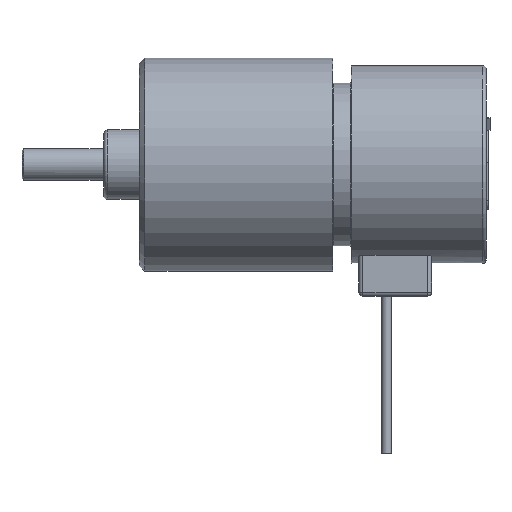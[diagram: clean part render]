
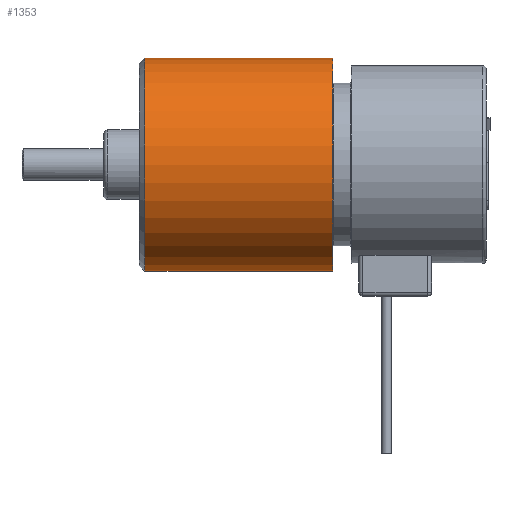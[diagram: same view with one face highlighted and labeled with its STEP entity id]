
A CAD part, left-side view. The second image highlights one B-rep face of the part: STEP entity #1353.
In plain terms, the highlighted cylindrical face has radius 13.5 mm (diameter 27 mm), a full revolution.
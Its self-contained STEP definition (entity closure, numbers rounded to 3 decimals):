
#419=FACE_BOUND('',#2708,.T.);
#420=FACE_BOUND('',#2709,.T.);
#1353=ADVANCED_FACE('',(#419,#420),#1592,.T.);
#1592=CYLINDRICAL_SURFACE('',#10345,13.5);
#2708=EDGE_LOOP('',(#5755));
#2709=EDGE_LOOP('',(#5756));
#3286=CIRCLE('',#10237,13.5);
#3333=CIRCLE('',#10312,13.5);
#5755=ORIENTED_EDGE('',*,*,#7920,.T.);
#5756=ORIENTED_EDGE('',*,*,#7993,.F.);
#6691=VERTEX_POINT('',#16179);
#6749=VERTEX_POINT('',#16364);
#7920=EDGE_CURVE('',#6691,#6691,#3286,.T.);
#7993=EDGE_CURVE('',#6749,#6749,#3333,.T.);
#10237=AXIS2_PLACEMENT_3D('',#16178,#12896,#12897);
#10312=AXIS2_PLACEMENT_3D('',#16363,#13066,#13067);
#10345=AXIS2_PLACEMENT_3D('',#16415,#13138,#13139);
#12896=DIRECTION('',(0.,-1.,0.));
#12897=DIRECTION('',(0.,0.,-1.));
#13066=DIRECTION('',(0.,-1.,0.));
#13067=DIRECTION('',(0.,0.,1.));
#13138=DIRECTION('',(0.,1.,0.));
#13139=DIRECTION('',(0.,0.,-1.));
#16178=CARTESIAN_POINT('',(-23.79,44.521,47.685));
#16179=CARTESIAN_POINT('',(-23.79,44.521,34.185));
#16363=CARTESIAN_POINT('',(-23.79,20.721,47.685));
#16364=CARTESIAN_POINT('',(-23.79,20.721,61.185));
#16415=CARTESIAN_POINT('',(-23.79,43.221,47.685));
